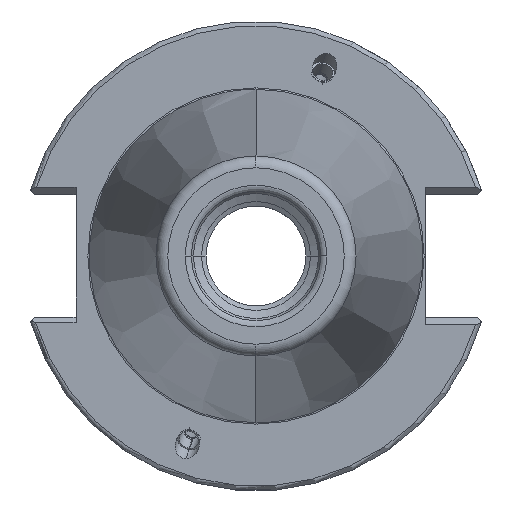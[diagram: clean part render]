
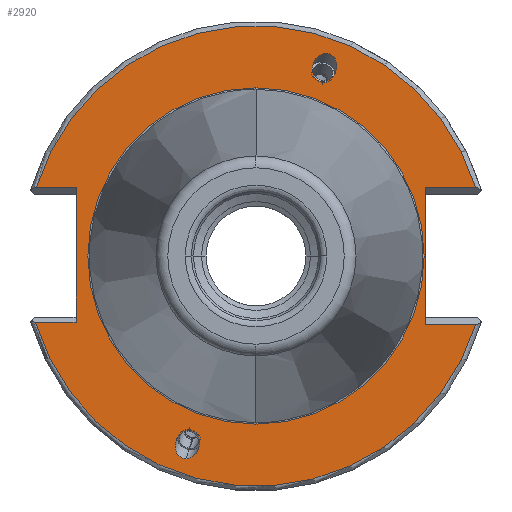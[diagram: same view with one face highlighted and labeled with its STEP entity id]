
A CAD part, left-side view. The second image highlights one B-rep face of the part: STEP entity #2920.
In plain terms, the highlighted planar face has unit normal (-1, 0, 0).
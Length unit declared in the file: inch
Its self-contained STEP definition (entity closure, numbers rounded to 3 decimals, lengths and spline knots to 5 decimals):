
#505=CARTESIAN_POINT('',(0.125,0.,0.));
#506=DIRECTION('',(-1.,0.,0.));
#507=DIRECTION('',(0.,0.958,-0.287));
#508=AXIS2_PLACEMENT_3D('',#505,#506,#507);
#530=CARTESIAN_POINT('',(0.125,0.,0.));
#531=DIRECTION('',(1.,0.,0.));
#532=DIRECTION('',(0.,0.,1.));
#533=AXIS2_PLACEMENT_3D('',#530,#531,#532);
#535=CARTESIAN_POINT('',(0.125,0.,0.));
#536=DIRECTION('',(1.,0.,0.));
#537=DIRECTION('',(0.,0.,-1.));
#538=AXIS2_PLACEMENT_3D('',#535,#536,#537);
#540=DIRECTION('',(0.,1.,0.));
#541=VECTOR('',#540,0.33374);
#542=CARTESIAN_POINT('',(0.125,1.48425,-0.54528));
#543=LINE('',#542,#541);
#544=DIRECTION('',(0.,-1.,0.));
#545=VECTOR('',#544,0.32771);
#546=CARTESIAN_POINT('',(0.125,1.81197,0.56496));
#547=LINE('',#546,#545);
#548=DIRECTION('',(0.,-1.,0.));
#549=VECTOR('',#548,0.41433);
#550=CARTESIAN_POINT('',(0.125,-1.39764,0.56496));
#551=LINE('',#550,#549);
#552=DIRECTION('',(0.,1.,0.));
#553=VECTOR('',#552,0.41433);
#554=CARTESIAN_POINT('',(0.125,-1.81197,-0.56496));
#555=LINE('',#554,#553);
#556=CARTESIAN_POINT('',(0.125,0.5785,-1.67164));
#557=CARTESIAN_POINT('',(0.125,0.56667,-1.67164));
#558=CARTESIAN_POINT('',(0.125,0.54056,-1.66659));
#559=CARTESIAN_POINT('',(0.125,0.50189,-1.6397));
#560=CARTESIAN_POINT('',(0.125,0.47425,-1.59741));
#561=CARTESIAN_POINT('',(0.125,0.46303,-1.55382));
#562=CARTESIAN_POINT('',(0.125,0.46466,-1.51024));
#563=CARTESIAN_POINT('',(0.125,0.483,-1.46794));
#564=CARTESIAN_POINT('',(0.125,0.51576,-1.44106));
#565=CARTESIAN_POINT('',(0.125,0.54076,-1.436));
#566=CARTESIAN_POINT('',(0.125,0.55259,-1.436));
#568=CARTESIAN_POINT('',(0.125,0.55259,-1.436));
#569=CARTESIAN_POINT('',(0.125,0.56442,-1.436));
#570=CARTESIAN_POINT('',(0.125,0.59053,-1.44106));
#571=CARTESIAN_POINT('',(0.125,0.6292,-1.46794));
#572=CARTESIAN_POINT('',(0.125,0.65684,-1.51024));
#573=CARTESIAN_POINT('',(0.125,0.66806,-1.55382));
#574=CARTESIAN_POINT('',(0.125,0.66643,-1.59741));
#575=CARTESIAN_POINT('',(0.125,0.64809,-1.6397));
#576=CARTESIAN_POINT('',(0.125,0.61533,-1.66659));
#577=CARTESIAN_POINT('',(0.125,0.59033,-1.67164));
#578=CARTESIAN_POINT('',(0.125,0.5785,-1.67164));
#580=CARTESIAN_POINT('',(0.125,-0.5785,1.67164));
#581=CARTESIAN_POINT('',(0.125,-0.56667,1.67164));
#582=CARTESIAN_POINT('',(0.125,-0.54056,1.66659));
#583=CARTESIAN_POINT('',(0.125,-0.50189,1.6397));
#584=CARTESIAN_POINT('',(0.125,-0.47425,1.59741));
#585=CARTESIAN_POINT('',(0.125,-0.46303,1.55382));
#586=CARTESIAN_POINT('',(0.125,-0.46466,1.51024));
#587=CARTESIAN_POINT('',(0.125,-0.483,1.46794));
#588=CARTESIAN_POINT('',(0.125,-0.51576,1.44106));
#589=CARTESIAN_POINT('',(0.125,-0.54076,1.436));
#590=CARTESIAN_POINT('',(0.125,-0.55259,1.436));
#592=CARTESIAN_POINT('',(0.125,-0.55259,1.436));
#593=CARTESIAN_POINT('',(0.125,-0.56442,1.436));
#594=CARTESIAN_POINT('',(0.125,-0.59053,1.44106));
#595=CARTESIAN_POINT('',(0.125,-0.6292,1.46794));
#596=CARTESIAN_POINT('',(0.125,-0.65684,1.51024));
#597=CARTESIAN_POINT('',(0.125,-0.66806,1.55382));
#598=CARTESIAN_POINT('',(0.125,-0.66643,1.59741));
#599=CARTESIAN_POINT('',(0.125,-0.64809,1.6397));
#600=CARTESIAN_POINT('',(0.125,-0.61533,1.66659));
#601=CARTESIAN_POINT('',(0.125,-0.59033,1.67164));
#602=CARTESIAN_POINT('',(0.125,-0.5785,1.67164));
#1253=DIRECTION('',(0.,0.,1.));
#1254=VECTOR('',#1253,1.12992);
#1255=CARTESIAN_POINT('',(0.125,-1.39764,-0.56496));
#1256=LINE('',#1255,#1254);
#1269=CARTESIAN_POINT('',(0.125,-1.81197,0.56496));
#1277=CARTESIAN_POINT('',(0.125,0.,0.));
#1278=DIRECTION('',(-1.,0.,0.));
#1279=DIRECTION('',(0.,-0.955,0.298));
#1280=AXIS2_PLACEMENT_3D('',#1277,#1278,#1279);
#1349=DIRECTION('',(0.,0.,-1.));
#1350=VECTOR('',#1349,1.11024);
#1351=CARTESIAN_POINT('',(0.125,1.48425,0.56496));
#1352=LINE('',#1351,#1350);
#1874=CARTESIAN_POINT('',(0.125,0.,1.38662));
#1875=CARTESIAN_POINT('',(0.125,0.,-1.38662));
#1876=VERTEX_POINT('',#1874);
#1877=VERTEX_POINT('',#1875);
#1892=CARTESIAN_POINT('',(0.125,1.48425,-0.54528));
#1893=CARTESIAN_POINT('',(0.125,1.81799,-0.54528));
#1894=VERTEX_POINT('',#1892);
#1895=VERTEX_POINT('',#1893);
#1906=CARTESIAN_POINT('',(0.125,1.81197,0.56496));
#1907=CARTESIAN_POINT('',(0.125,1.48425,0.56496));
#1908=VERTEX_POINT('',#1906);
#1909=VERTEX_POINT('',#1907);
#1916=CARTESIAN_POINT('',(0.125,-1.81197,-0.56496));
#1917=CARTESIAN_POINT('',(0.125,-1.39764,-0.56496));
#1918=VERTEX_POINT('',#1916);
#1919=VERTEX_POINT('',#1917);
#1920=VERTEX_POINT('',#1269);
#1926=CARTESIAN_POINT('',(0.125,-1.39764,0.56496));
#1927=VERTEX_POINT('',#1926);
#1942=VERTEX_POINT('',#556);
#1943=VERTEX_POINT('',#566);
#1958=VERTEX_POINT('',#580);
#1959=VERTEX_POINT('',#590);
#2880=CARTESIAN_POINT('',(0.125,0.,0.));
#2881=DIRECTION('',(1.,0.,0.));
#2882=DIRECTION('',(0.,0.,1.));
#2883=AXIS2_PLACEMENT_3D('',#2880,#2881,#2882);
#2884=PLANE('',#2883);
#2886=ORIENTED_EDGE('',*,*,#2885,.F.);
#2888=ORIENTED_EDGE('',*,*,#2887,.F.);
#2890=ORIENTED_EDGE('',*,*,#2889,.F.);
#2892=ORIENTED_EDGE('',*,*,#2891,.F.);
#2894=ORIENTED_EDGE('',*,*,#2893,.F.);
#2896=ORIENTED_EDGE('',*,*,#2895,.F.);
#2898=ORIENTED_EDGE('',*,*,#2897,.F.);
#2899=ORIENTED_EDGE('',*,*,#2866,.F.);
#2900=EDGE_LOOP('',(#2886,#2888,#2890,#2892,#2894,#2896,#2898,#2899));
#2901=FACE_OUTER_BOUND('',#2900,.F.);
#2903=ORIENTED_EDGE('',*,*,#2902,.F.);
#2905=ORIENTED_EDGE('',*,*,#2904,.F.);
#2906=EDGE_LOOP('',(#2903,#2905));
#2907=FACE_BOUND('',#2906,.F.);
#2909=ORIENTED_EDGE('',*,*,#2908,.T.);
#2911=ORIENTED_EDGE('',*,*,#2910,.T.);
#2912=EDGE_LOOP('',(#2909,#2911));
#2913=FACE_BOUND('',#2912,.F.);
#2915=ORIENTED_EDGE('',*,*,#2914,.T.);
#2917=ORIENTED_EDGE('',*,*,#2916,.T.);
#2918=EDGE_LOOP('',(#2915,#2917));
#2919=FACE_BOUND('',#2918,.F.);
#2920=ADVANCED_FACE('',(#2901,#2907,#2913,#2919),#2884,.F.);
#509=CIRCLE('',#508,1.898);
#534=CIRCLE('',#533,1.38662);
#539=CIRCLE('',#538,1.38662);
#567=B_SPLINE_CURVE_WITH_KNOTS('',3,(#556,#557,#558,#559,#560,#561,#562,#563,
#564,#565,#566),.UNSPECIFIED.,.F.,.F.,(4,1,1,1,1,1,1,1,4),(0.,0.125,0.25,
0.375,0.5,0.625,0.75,0.875,1.),.UNSPECIFIED.);
#579=B_SPLINE_CURVE_WITH_KNOTS('',3,(#568,#569,#570,#571,#572,#573,#574,#575,
#576,#577,#578),.UNSPECIFIED.,.F.,.F.,(4,1,1,1,1,1,1,1,4),(0.,0.125,0.25,
0.375,0.5,0.625,0.75,0.875,1.),.UNSPECIFIED.);
#591=B_SPLINE_CURVE_WITH_KNOTS('',3,(#580,#581,#582,#583,#584,#585,#586,#587,
#588,#589,#590),.UNSPECIFIED.,.F.,.F.,(4,1,1,1,1,1,1,1,4),(0.,0.125,0.25,
0.375,0.5,0.625,0.75,0.875,1.),.UNSPECIFIED.);
#603=B_SPLINE_CURVE_WITH_KNOTS('',3,(#592,#593,#594,#595,#596,#597,#598,#599,
#600,#601,#602),.UNSPECIFIED.,.F.,.F.,(4,1,1,1,1,1,1,1,4),(0.,0.125,0.25,
0.375,0.5,0.625,0.75,0.875,1.),.UNSPECIFIED.);
#1281=CIRCLE('',#1280,1.898);
#2866=EDGE_CURVE('',#1895,#1918,#509,.T.);
#2885=EDGE_CURVE('',#1894,#1895,#543,.T.);
#2887=EDGE_CURVE('',#1909,#1894,#1352,.T.);
#2889=EDGE_CURVE('',#1908,#1909,#547,.T.);
#2891=EDGE_CURVE('',#1920,#1908,#1281,.T.);
#2893=EDGE_CURVE('',#1927,#1920,#551,.T.);
#2895=EDGE_CURVE('',#1919,#1927,#1256,.T.);
#2897=EDGE_CURVE('',#1918,#1919,#555,.T.);
#2902=EDGE_CURVE('',#1876,#1877,#534,.T.);
#2904=EDGE_CURVE('',#1877,#1876,#539,.T.);
#2908=EDGE_CURVE('',#1942,#1943,#567,.T.);
#2910=EDGE_CURVE('',#1943,#1942,#579,.T.);
#2914=EDGE_CURVE('',#1958,#1959,#591,.T.);
#2916=EDGE_CURVE('',#1959,#1958,#603,.T.);
